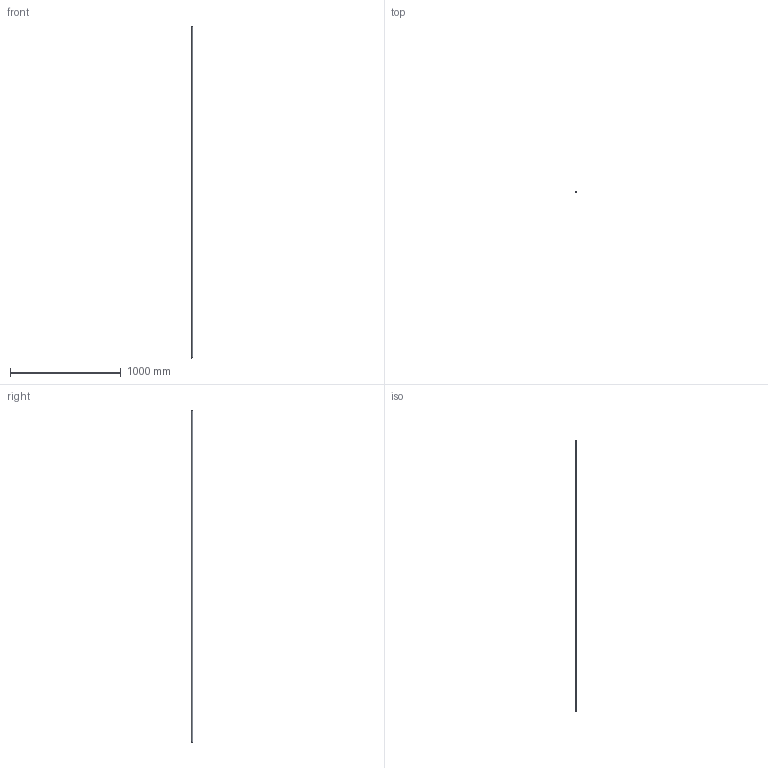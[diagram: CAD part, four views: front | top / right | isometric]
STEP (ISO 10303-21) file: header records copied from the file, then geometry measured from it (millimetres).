
FILE_DESCRIPTION(/* description */ (''),/* implementation_level */ '2;1');
FILE_NAME(/* name */ '140252',/* time_stamp */ '2014-10-06T13:32:13+02:00',/* author */ (''),/* organization */ (''),/* preprocessor_version */ 'ST-DEVELOPER v14',/* originating_system */ 'HiCAD 2013 1802.4 Build 509',/* authorisation */ '');
FILE_SCHEMA (('AUTOMOTIVE_DESIGN { 1 0 10303 214 1 1 1 1 }'));
Length unit declared in the file: millimetre
Products named in the file (2): Root; 140252RVS rondstaf rond 9.5 T-303 L=3mtrBOIKON0
Assembly tree (1 placements, depth 2):
  Root
    140252RVS rondstaf rond 9.5 T-303 L=3mtrBOIKON0
Bounding box: 9.47 x 9.48 x 3000 mm (x, y, z)
Volume: 212646.6 mm3; surface area: 89677.2 mm2
Topology: 1 solids, 1 shells, 3 faces, 3 edges, 2 vertices
Faces by surface type: plane 2, cylinder 1
Full cylindrical faces by diameter (mm): 9.5 x1
Entity records: 90 total; most frequent: DIRECTION 14, CARTESIAN_POINT 9, AXIS2_PLACEMENT_3D 7, ORIENTED_EDGE 4, EDGE_LOOP 4, FACE_BOUND 4, ADVANCED_FACE 3, PRODUCT_DEFINITION_SHAPE 3
